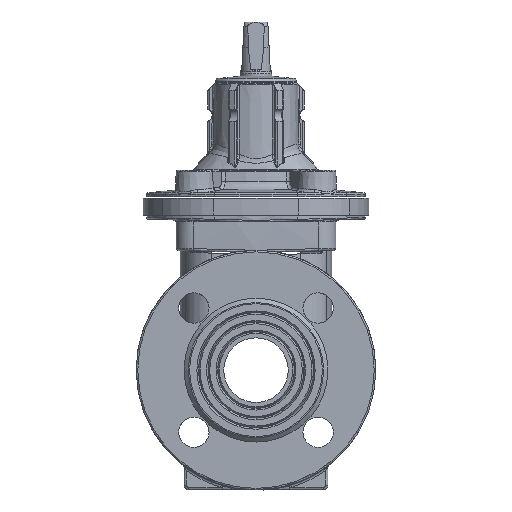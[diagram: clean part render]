
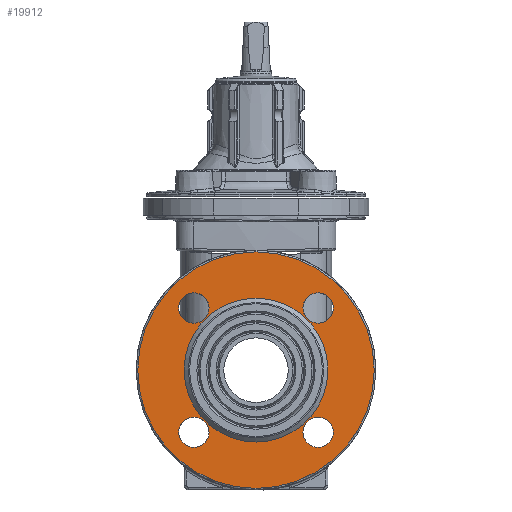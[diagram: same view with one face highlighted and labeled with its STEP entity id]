
A CAD part, front view. The second image highlights one B-rep face of the part: STEP entity #19912.
In plain terms, the highlighted planar face has unit normal (0, -1, 0).
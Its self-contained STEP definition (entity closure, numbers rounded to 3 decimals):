
#107 = LINE ( 'NONE', #28645, #14376 ) ;
#634 = VERTEX_POINT ( 'NONE', #6439 ) ;
#1068 = CARTESIAN_POINT ( 'NONE',  ( -72.011, -69.101, -9.644 ) ) ;
#1515 = FACE_OUTER_BOUND ( 'NONE', #34269, .T. ) ;
#1598 = DIRECTION ( 'NONE',  ( 0., 1., 0. ) ) ;
#1636 = EDGE_LOOP ( 'NONE', ( #15501 ) ) ;
#2211 = CIRCLE ( 'NONE', #24070, 9.5 ) ;
#2323 = VECTOR ( 'NONE', #31630, 1000. ) ;
#3079 = AXIS2_PLACEMENT_3D ( 'NONE', #9705, #28446, #12419 ) ;
#3092 = EDGE_CURVE ( 'NONE', #16195, #16195, #6012, .T. ) ;
#3115 = EDGE_LOOP ( 'NONE', ( #29307 ) ) ;
#3518 = AXIS2_PLACEMENT_3D ( 'NONE', #20920, #4868, #23620 ) ;
#3538 = CARTESIAN_POINT ( 'NONE',  ( -72.004, -69.101, -9.638 ) ) ;
#3669 = ORIENTED_EDGE ( 'NONE', *, *, #26312, .T. ) ;
#3923 = LINE ( 'NONE', #22590, #33291 ) ;
#4688 = CIRCLE ( 'NONE', #3518, 9.5 ) ;
#4725 = VECTOR ( 'NONE', #21986, 1000. ) ;
#4868 = DIRECTION ( 'NONE',  ( 0., 1., 0. ) ) ;
#4943 = AXIS2_PLACEMENT_3D ( 'NONE', #8006, #13154, #26976 ) ;
#5496 = VERTEX_POINT ( 'NONE', #24236 ) ;
#5565 = LINE ( 'NONE', #11115, #4725 ) ;
#6012 = CIRCLE ( 'NONE', #15975, 9.5 ) ;
#6439 = CARTESIAN_POINT ( 'NONE',  ( 40.88, -69.101, 38.753 ) ) ;
#6602 = DIRECTION ( 'NONE',  ( 0., 1., 0. ) ) ;
#7769 = PLANE ( 'NONE',  #4943 ) ;
#7804 = VERTEX_POINT ( 'NONE', #22490 ) ;
#8006 = CARTESIAN_POINT ( 'NONE',  ( 1.989, -69.101, -54.638 ) ) ;
#8681 = FACE_BOUND ( 'NONE', #3115, .T. ) ;
#9345 = DIRECTION ( 'NONE',  ( 0., 1., 0. ) ) ;
#9705 = CARTESIAN_POINT ( 'NONE',  ( 1.989, -69.101, -9.638 ) ) ;
#9810 = EDGE_CURVE ( 'NONE', #28741, #21409, #107, .T. ) ;
#10028 = FACE_BOUND ( 'NONE', #28468, .T. ) ;
#10090 = CARTESIAN_POINT ( 'NONE',  ( -73.004, -69.101, -10.638 ) ) ;
#10664 = AXIS2_PLACEMENT_3D ( 'NONE', #25396, #9345, #28078 ) ;
#10884 = FACE_BOUND ( 'NONE', #14948, .T. ) ;
#11115 = CARTESIAN_POINT ( 'NONE',  ( 76.982, -69.101, -10.638 ) ) ;
#11134 = CIRCLE ( 'NONE', #18000, 9.5 ) ;
#11903 = CIRCLE ( 'NONE', #17507, 45. ) ;
#11989 = DIRECTION ( 'NONE',  ( 0., 1., 0. ) ) ;
#12356 = VERTEX_POINT ( 'NONE', #14649 ) ;
#12419 = DIRECTION ( 'NONE',  ( 0., 0., -1. ) ) ;
#13049 = CARTESIAN_POINT ( 'NONE',  ( 75.989, -69.101, -9.631 ) ) ;
#13154 = DIRECTION ( 'NONE',  ( 0., 1., 0. ) ) ;
#13375 = ORIENTED_EDGE ( 'NONE', *, *, #23405, .T. ) ;
#13759 = EDGE_CURVE ( 'NONE', #21409, #25034, #19502, .T. ) ;
#14376 = VECTOR ( 'NONE', #15288, 1000. ) ;
#14423 = CARTESIAN_POINT ( 'NONE',  ( -36.902, -69.101, -39.028 ) ) ;
#14649 = CARTESIAN_POINT ( 'NONE',  ( 75.982, -69.101, -9.638 ) ) ;
#14948 = EDGE_LOOP ( 'NONE', ( #16649 ) ) ;
#14957 = FACE_BOUND ( 'NONE', #15981, .T. ) ;
#15288 = DIRECTION ( 'NONE',  ( 0.707, 0., -0.707 ) ) ;
#15501 = ORIENTED_EDGE ( 'NONE', *, *, #25759, .T. ) ;
#15751 = VERTEX_POINT ( 'NONE', #14423 ) ;
#15975 = AXIS2_PLACEMENT_3D ( 'NONE', #31086, #30965, #30862 ) ;
#15981 = EDGE_LOOP ( 'NONE', ( #24503 ) ) ;
#16195 = VERTEX_POINT ( 'NONE', #24739 ) ;
#16649 = ORIENTED_EDGE ( 'NONE', *, *, #3092, .T. ) ;
#17507 = AXIS2_PLACEMENT_3D ( 'NONE', #17651, #1598, #20350 ) ;
#17566 = EDGE_CURVE ( 'NONE', #5496, #25034, #28552, .T. ) ;
#17651 = CARTESIAN_POINT ( 'NONE',  ( 1.989, -69.101, -9.638 ) ) ;
#18000 = AXIS2_PLACEMENT_3D ( 'NONE', #28001, #11989, #30703 ) ;
#18005 = EDGE_CURVE ( 'NONE', #30833, #30833, #4688, .T. ) ;
#19297 = ORIENTED_EDGE ( 'NONE', *, *, #9810, .T. ) ;
#19502 = LINE ( 'NONE', #10090, #2323 ) ;
#19912 = ADVANCED_FACE ( 'NONE', ( #14957, #10028, #10884, #22087, #1515, #8681 ), #7769, .F. ) ;
#20297 = ORIENTED_EDGE ( 'NONE', *, *, #24325, .T. ) ;
#20350 = DIRECTION ( 'NONE',  ( 0., 0., 1. ) ) ;
#20920 = CARTESIAN_POINT ( 'NONE',  ( 40.88, -69.101, -48.528 ) ) ;
#21409 = VERTEX_POINT ( 'NONE', #3538 ) ;
#21755 = ORIENTED_EDGE ( 'NONE', *, *, #29115, .F. ) ;
#21986 = DIRECTION ( 'NONE',  ( -0.707, 0., 0.707 ) ) ;
#22087 = FACE_BOUND ( 'NONE', #1636, .T. ) ;
#22292 = CARTESIAN_POINT ( 'NONE',  ( -72.011, -69.101, -9.631 ) ) ;
#22370 = CARTESIAN_POINT ( 'NONE',  ( 40.88, -69.101, -39.028 ) ) ;
#22490 = CARTESIAN_POINT ( 'NONE',  ( 1.989, -69.101, 35.362 ) ) ;
#22590 = CARTESIAN_POINT ( 'NONE',  ( 75.982, -69.101, -9.638 ) ) ;
#22641 = CARTESIAN_POINT ( 'NONE',  ( 40.88, -69.101, 29.253 ) ) ;
#23405 = EDGE_CURVE ( 'NONE', #15751, #15751, #11134, .T. ) ;
#23620 = DIRECTION ( 'NONE',  ( 0., 0., 1. ) ) ;
#24070 = AXIS2_PLACEMENT_3D ( 'NONE', #22641, #6602, #25332 ) ;
#24236 = CARTESIAN_POINT ( 'NONE',  ( 75.989, -69.101, -9.644 ) ) ;
#24325 = EDGE_CURVE ( 'NONE', #12356, #33015, #3923, .T. ) ;
#24503 = ORIENTED_EDGE ( 'NONE', *, *, #18005, .T. ) ;
#24711 = ORIENTED_EDGE ( 'NONE', *, *, #13759, .T. ) ;
#24739 = CARTESIAN_POINT ( 'NONE',  ( -36.902, -69.101, 38.753 ) ) ;
#25034 = VERTEX_POINT ( 'NONE', #1068 ) ;
#25332 = DIRECTION ( 'NONE',  ( 0., 0., 1. ) ) ;
#25396 = CARTESIAN_POINT ( 'NONE',  ( 1.989, -69.101, -9.638 ) ) ;
#25453 = EDGE_CURVE ( 'NONE', #7804, #7804, #11903, .T. ) ;
#25589 = CIRCLE ( 'NONE', #10664, 74. ) ;
#25759 = EDGE_CURVE ( 'NONE', #634, #634, #2211, .T. ) ;
#26312 = EDGE_CURVE ( 'NONE', #5496, #12356, #5565, .T. ) ;
#26976 = DIRECTION ( 'NONE',  ( 0., 0., -1. ) ) ;
#28001 = CARTESIAN_POINT ( 'NONE',  ( -36.902, -69.101, -48.528 ) ) ;
#28078 = DIRECTION ( 'NONE',  ( 0., 0., -1. ) ) ;
#28301 = ORIENTED_EDGE ( 'NONE', *, *, #17566, .F. ) ;
#28446 = DIRECTION ( 'NONE',  ( 0., 1., 0. ) ) ;
#28468 = EDGE_LOOP ( 'NONE', ( #13375 ) ) ;
#28552 = CIRCLE ( 'NONE', #3079, 74. ) ;
#28645 = CARTESIAN_POINT ( 'NONE',  ( -72.004, -69.101, -9.638 ) ) ;
#28741 = VERTEX_POINT ( 'NONE', #22292 ) ;
#29115 = EDGE_CURVE ( 'NONE', #28741, #33015, #25589, .T. ) ;
#29307 = ORIENTED_EDGE ( 'NONE', *, *, #25453, .T. ) ;
#30703 = DIRECTION ( 'NONE',  ( 0., 0., 1. ) ) ;
#30833 = VERTEX_POINT ( 'NONE', #22370 ) ;
#30862 = DIRECTION ( 'NONE',  ( 0., 0., 1. ) ) ;
#30965 = DIRECTION ( 'NONE',  ( 0., 1., 0. ) ) ;
#31086 = CARTESIAN_POINT ( 'NONE',  ( -36.902, -69.101, 29.253 ) ) ;
#31630 = DIRECTION ( 'NONE',  ( -0.707, 0., -0.707 ) ) ;
#33015 = VERTEX_POINT ( 'NONE', #13049 ) ;
#33254 = DIRECTION ( 'NONE',  ( 0.707, 0., 0.707 ) ) ;
#33291 = VECTOR ( 'NONE', #33254, 1000. ) ;
#34269 = EDGE_LOOP ( 'NONE', ( #21755, #19297, #24711, #28301, #3669, #20297 ) ) ;
